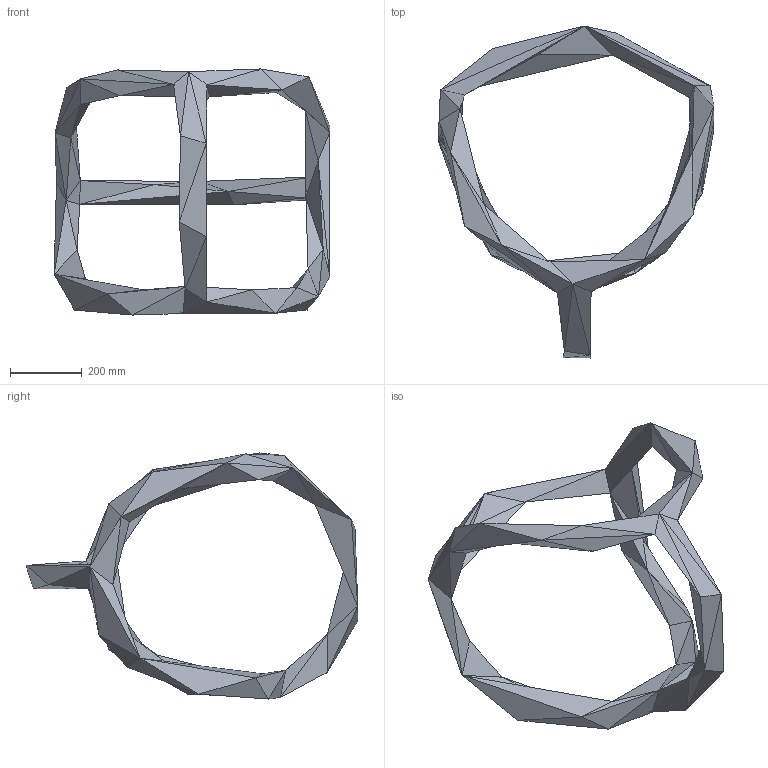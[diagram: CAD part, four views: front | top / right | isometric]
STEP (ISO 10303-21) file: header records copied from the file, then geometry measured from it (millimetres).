
FILE_DESCRIPTION(('FreeCAD Model'),'2;1');
FILE_NAME('Open CASCADE Shape Model','2023-04-24T15:18:58',('Author'),( ''),'Open CASCADE STEP processor 7.5','FreeCAD','Unknown');
FILE_SCHEMA(('AUTOMOTIVE_DESIGN { 1 0 10303 214 1 1 1 1 }'));
Length unit declared in the file: millimetre
Products named in the file (1): _500_body001 (Solid)
Bounding box: 766.36 x 922.81 x 684.28 mm (x, y, z)
Volume: 12746492.5 mm3; surface area: 1064895.6 mm2
Topology: 1 solids, 1 shells, 140 faces, 210 edges, 68 vertices
Faces by surface type: plane 140
Entity records: 5276 total; most frequent: CARTESIAN_POINT 1049, DIRECTION 702, ORIENTED_EDGE 420, LINE 420, VECTOR 420, PCURVE 420, DEFINITIONAL_REPRESENTATION 420, EDGE_CURVE 210
